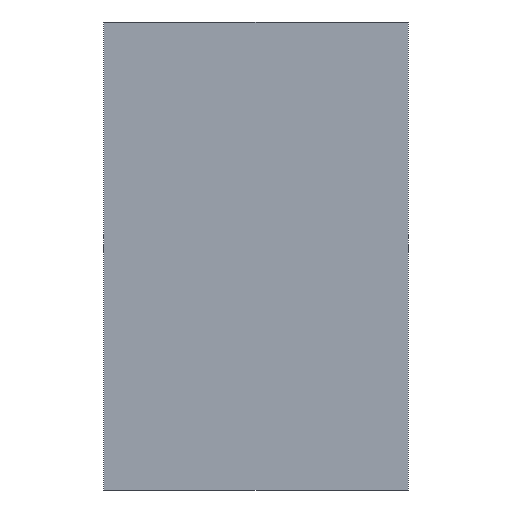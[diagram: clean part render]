
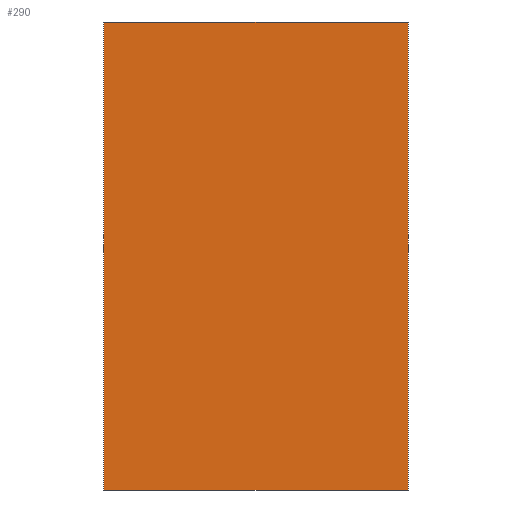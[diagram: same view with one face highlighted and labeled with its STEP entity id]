
A CAD part, left-side view. The second image highlights one B-rep face of the part: STEP entity #290.
In plain terms, the highlighted face is planar.
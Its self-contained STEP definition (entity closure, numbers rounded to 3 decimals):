
#4 = VERTEX_POINT ( 'NONE', #249 ) ;
#12 = AXIS2_PLACEMENT_3D ( 'NONE', #148, #358, #270 ) ;
#36 = ORIENTED_EDGE ( 'NONE', *, *, #303, .F. ) ;
#47 = LINE ( 'NONE', #170, #212 ) ;
#70 = EDGE_LOOP ( 'NONE', ( #172, #376, #36, #277 ) ) ;
#89 = EDGE_CURVE ( 'NONE', #238, #4, #379, .T. ) ;
#142 = EDGE_CURVE ( 'NONE', #382, #4, #47, .T. ) ;
#143 = CARTESIAN_POINT ( 'NONE',  ( 0., -65., 200. ) ) ;
#148 = CARTESIAN_POINT ( 'NONE',  ( 0., -65., 200. ) ) ;
#149 = PLANE ( 'NONE',  #12 ) ;
#170 = CARTESIAN_POINT ( 'NONE',  ( -65., -65., 200. ) ) ;
#171 = DIRECTION ( 'NONE',  ( -1., 0., 0. ) ) ;
#172 = ORIENTED_EDGE ( 'NONE', *, *, #142, .T. ) ;
#179 = CARTESIAN_POINT ( 'NONE',  ( 65., -65., 0. ) ) ;
#182 = FACE_OUTER_BOUND ( 'NONE', #70, .T. ) ;
#209 = LINE ( 'NONE', #143, #227 ) ;
#212 = VECTOR ( 'NONE', #234, 1000. ) ;
#227 = VECTOR ( 'NONE', #387, 1000. ) ;
#234 = DIRECTION ( 'NONE',  ( 0., 0., -1. ) ) ;
#237 = CARTESIAN_POINT ( 'NONE',  ( -65., -65., 200. ) ) ;
#238 = VERTEX_POINT ( 'NONE', #179 ) ;
#239 = LINE ( 'NONE', #266, #280 ) ;
#249 = CARTESIAN_POINT ( 'NONE',  ( -65., -65., 0. ) ) ;
#266 = CARTESIAN_POINT ( 'NONE',  ( 65., -65., 200. ) ) ;
#270 = DIRECTION ( 'NONE',  ( 1., 0., 0. ) ) ;
#277 = ORIENTED_EDGE ( 'NONE', *, *, #311, .T. ) ;
#280 = VECTOR ( 'NONE', #304, 1000. ) ;
#290 = ADVANCED_FACE ( 'NONE', ( #182 ), #149, .T. ) ;
#303 = EDGE_CURVE ( 'NONE', #321, #238, #239, .T. ) ;
#304 = DIRECTION ( 'NONE',  ( 0., 0., -1. ) ) ;
#311 = EDGE_CURVE ( 'NONE', #321, #382, #209, .T. ) ;
#319 = CARTESIAN_POINT ( 'NONE',  ( 0., -65., 0. ) ) ;
#321 = VERTEX_POINT ( 'NONE', #388 ) ;
#358 = DIRECTION ( 'NONE',  ( 0., -1., 0. ) ) ;
#376 = ORIENTED_EDGE ( 'NONE', *, *, #89, .F. ) ;
#378 = VECTOR ( 'NONE', #171, 1000. ) ;
#379 = LINE ( 'NONE', #319, #378 ) ;
#382 = VERTEX_POINT ( 'NONE', #237 ) ;
#387 = DIRECTION ( 'NONE',  ( -1., 0., 0. ) ) ;
#388 = CARTESIAN_POINT ( 'NONE',  ( 65., -65., 200. ) ) ;
